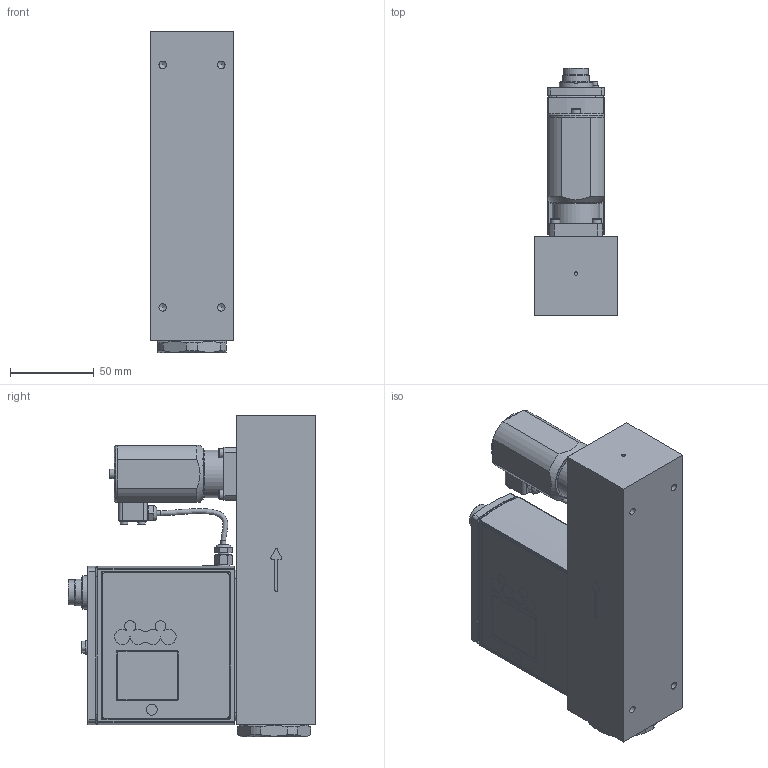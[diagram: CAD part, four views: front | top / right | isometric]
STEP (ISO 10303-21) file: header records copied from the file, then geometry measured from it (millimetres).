
FILE_DESCRIPTION(/* description */ (''),/* implementation_level */ '2;1');
FILE_NAME(/* name */ 'D-6371+002BI.stp',/* time_stamp */ '2016-11-21T16:25:53+01:00',/* author */ ('r-gerrits'),/* organization */ (''),/* preprocessor_version */ 'ST-DEVELOPER v16.1',/* originating_system */ 'Autodesk Inventor 2016',/* authorisation */ '');
FILE_SCHEMA (('AUTOMOTIVE_DESIGN { 1 0 10303 214 3 1 1 }'));
Length unit declared in the file: millimetre
Products named in the file (3): D-6371+002BI; Kabel M+W D-6371 + F-002BI; D-6373+002AI
Assembly tree (2 placements, depth 2):
  D-6373+002AI
    D-6371+002BI
    Kabel M+W D-6371 + F-002BI
Bounding box: 50 x 148 x 192 mm (x, y, z)
Volume: 800992.3 mm3; surface area: 91998.5 mm2
Topology: 2 solids, 36 shells, 775 faces, 1902 edges, 1290 vertices
Faces by surface type: plane 401, cylinder 236, cone 73, torus 32, bspline 25, sphere 8
Full cylindrical faces by diameter (mm): 1 x8, 2.013 x3, 2.151 x3, 2.328 x1, 2.459 x7, 2.5 x2, 2.693 x2, 2.7 x2, 2.8 x2, 2.88 x2, 3 x13, 3.4 x4, 3.5 x5, 3.6 x3, 3.75 x2, 4 x2, 4.459 x4, 4.5 x2, 5 x2, 5.4 x1, 5.5 x12, 6 x3, 6.5 x1, 6.7 x1, 7 x2, 8.3 x1, 13.6 x1, 13.7 x1, 14.5 x1, 15 x1
Entity records: 29315 total; most frequent: CARTESIAN_POINT 11361, DIRECTION 3617, ORIENTED_EDGE 3214, EDGE_CURVE 1607, AXIS2_PLACEMENT_3D 1398, VERTEX_POINT 1127, EDGE_LOOP 1038, LINE 821
